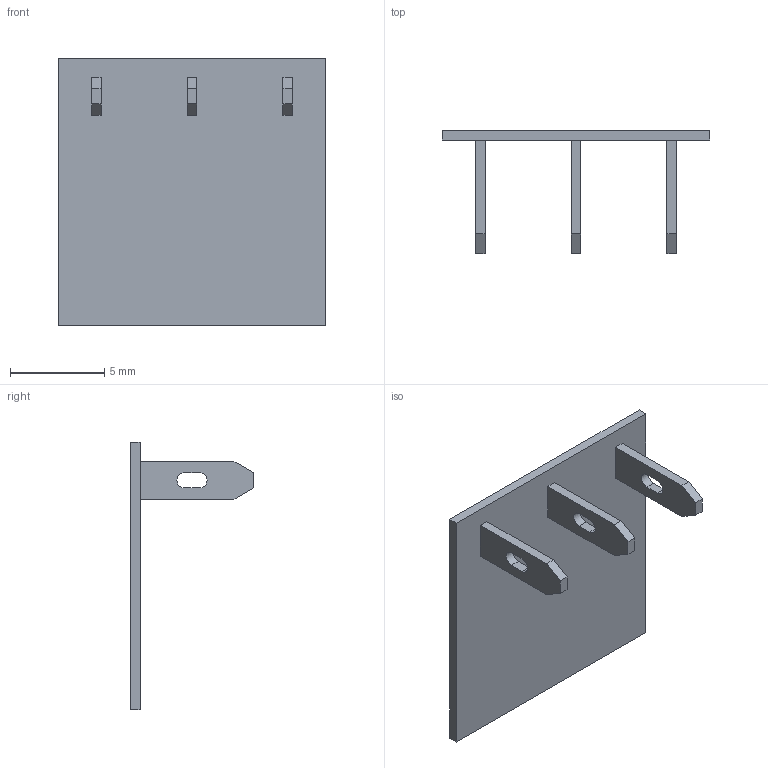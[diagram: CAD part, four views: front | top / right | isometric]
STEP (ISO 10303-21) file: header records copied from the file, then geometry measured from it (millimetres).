
FILE_DESCRIPTION(/* description */ ('PC and Snap-in Mount Non-Illuminated Pushbuttons_ni_pole-Non-Illuminated Pushbuttons - Series UB2'),/* implementation_level */ '2;1');
FILE_NAME(/* name */ 'UB21W01_5Cni_pole.ipt.step',/* time_stamp */ '2015-01-02T18:41:11-08:00',/* author */ ('Autodesk Inc.'),/* organization */ ('Autodesk Inc.'),/* preprocessor_version */ 'ST-DEVELOPER v15.6',/* originating_system */ 'Autodesk Inventor 2015',/* authorisation */ '');
FILE_SCHEMA (('AUTOMOTIVE_DESIGN { 1 0 10303 214 3 1 1 }'));
Length unit declared in the file: inch
Products named in the file (1): UB21W01_5Cni_pole
Bounding box: 14.22 x 6.53 x 14.22 mm (x, y, z)
Volume: 118.5 mm3; surface area: 518.7 mm2
Topology: 1 solids, 1 shells, 39 faces, 102 edges, 68 vertices
Faces by surface type: plane 33, cylinder 6
Entity records: 1234 total; most frequent: CARTESIAN_POINT 210, ORIENTED_EDGE 204, DIRECTION 194, EDGE_CURVE 102, LINE 90, VECTOR 90, VERTEX_POINT 68, AXIS2_PLACEMENT_3D 52
